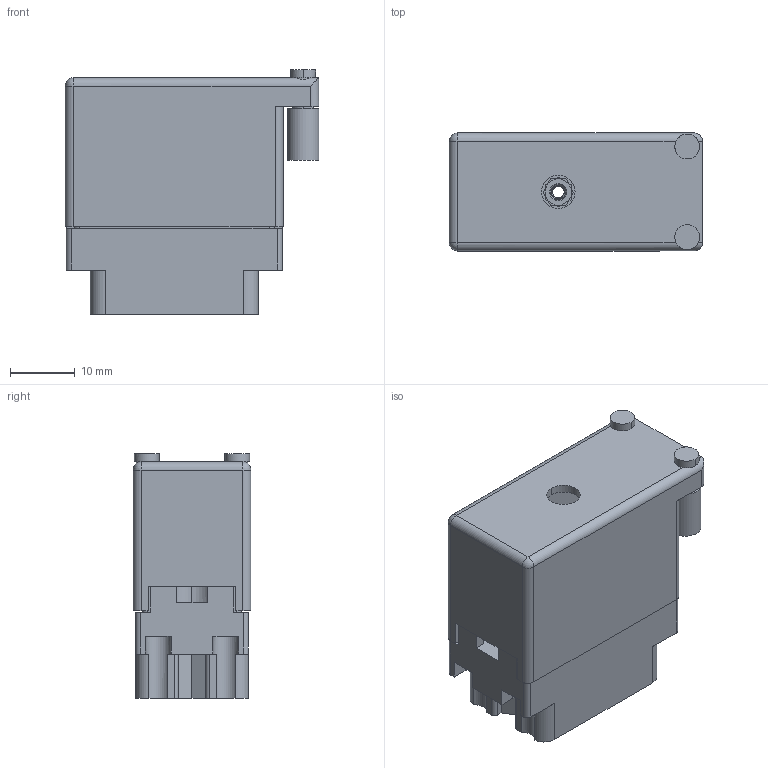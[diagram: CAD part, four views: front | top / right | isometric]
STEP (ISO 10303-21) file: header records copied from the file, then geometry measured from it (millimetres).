
FILE_DESCRIPTION (( 'STEP AP203' ), '1' );
FILE_NAME ('516-020-501-356.STEP', '2020-09-07T01:24:35', ( '' ), ( '' ), 'SwSTEP 2.0', 'SolidWorks 2020', '' );
FILE_SCHEMA (( 'CONFIG_CONTROL_DESIGN' ));
Length unit declared in the file: inch
Products named in the file (5): 516-020-501-356; 516 Plug Insulator_020; 516-292-001_501 Contact; 516-252-025-100_516-252-025-100; 516-230-001_Metal - 020 Side Entry
Assembly tree (23 placements, depth 2):
  516-020-501-356
    516 Plug Insulator_020
    516-292-001_501 Contact  x20
    516-230-001_Metal - 020 Side Entry
    516-252-025-100_516-252-025-100
Bounding box: 39.12 x 18.16 x 37.77 mm (x, y, z)
Volume: 9105.5 mm3; surface area: 16776 mm2
Topology: 23 solids, 23 shells, 2173 faces, 6284 edges, 4165 vertices
Faces by surface type: plane 1297, cylinder 740, bspline 123, cone 11, sphere 2
Entity records: 30488 total; most frequent: CARTESIAN_POINT 7744, ORIENTED_EDGE 4660, DIRECTION 4457, EDGE_CURVE 2330, LINE 1657, VECTOR 1657, VERTEX_POINT 1543, AXIS2_PLACEMENT_3D 1400
